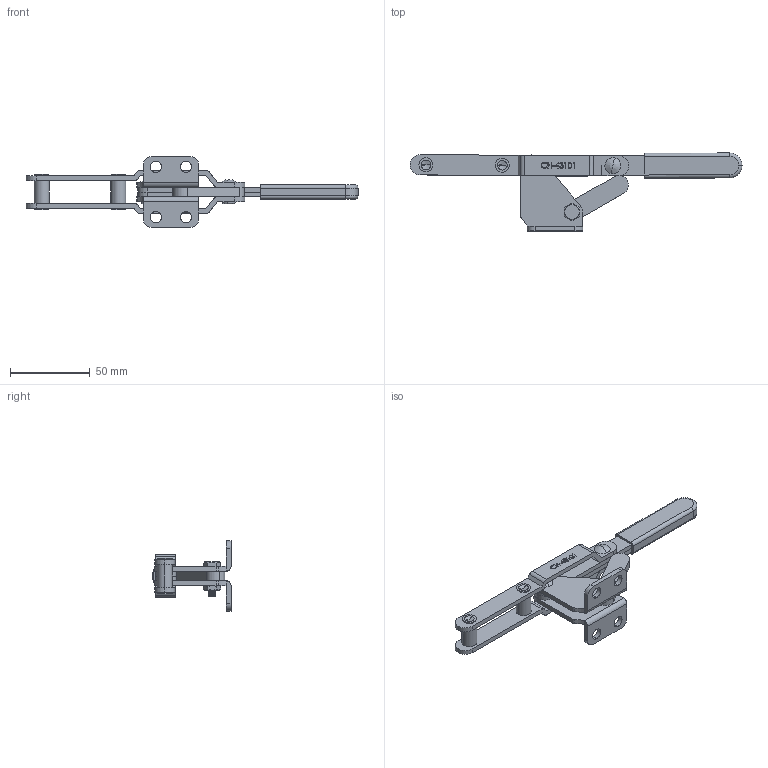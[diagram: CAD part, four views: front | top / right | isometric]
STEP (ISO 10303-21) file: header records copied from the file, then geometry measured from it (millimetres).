
FILE_DESCRIPTION (( 'STEP AP203' ), '1' );
FILE_NAME ('CH-43101.STEP', '2010-06-07T12:15:47', ( '微软用户' ), ( '微软中国' ), 'SwSTEP 2.0', 'SolidWorks 2008', '' );
FILE_SCHEMA (( 'CONFIG_CONTROL_DESIGN' ));
Length unit declared in the file: millimetre
Products named in the file (9): 2_默认; 5_默认; CH-43101; 1_默认; 3_默认; 6_默认; 4_默认; 3-16_默认; 3-16 NUT_默认
Assembly tree (10 placements, depth 2):
  CH-43101
    6_默认  x2
    3_默认
    1_默认
    5_默认  x2
    3-16_默认
    2_默认
    4_默认
    3-16 NUT_默认
Bounding box: 208.66 x 49.03 x 44.4 mm (x, y, z)
Volume: 41663.8 mm3; surface area: 36416.4 mm2
Topology: 14 solids, 14 shells, 589 faces, 1566 edges, 1026 vertices
Faces by surface type: plane 237, bspline 172, cylinder 144, cone 26, torus 10
Entity records: 27176 total; most frequent: CARTESIAN_POINT 13325, ORIENTED_EDGE 2992, DIRECTION 2095, EDGE_CURVE 1496, VERTEX_POINT 992, VECTOR 831, LINE 831, AXIS2_PLACEMENT_3D 632
